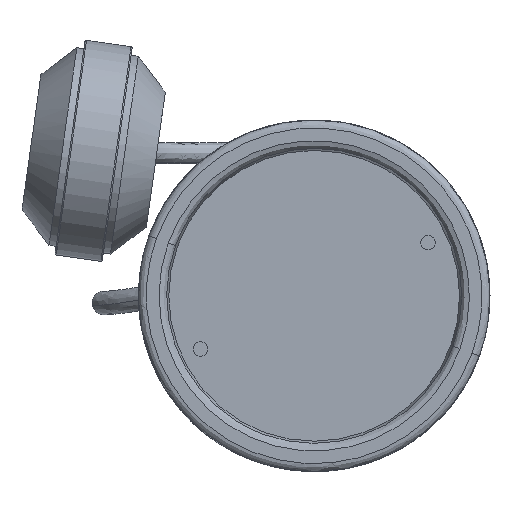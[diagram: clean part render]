
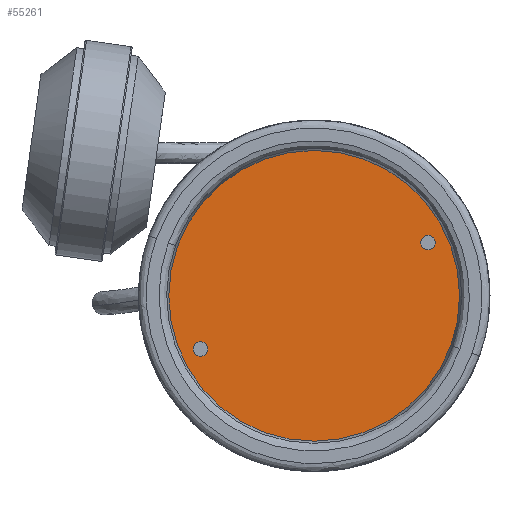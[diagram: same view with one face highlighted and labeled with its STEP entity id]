
A CAD part, front view. The second image highlights one B-rep face of the part: STEP entity #55261.
In plain terms, the highlighted planar face has unit normal (0, -1, 0).
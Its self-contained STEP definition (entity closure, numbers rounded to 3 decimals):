
#1059 = AXIS2_PLACEMENT_3D ( 'NONE', #61351, #50767, #28563 ) ;
#2055 = DIRECTION ( 'NONE',  ( 0., 1., 0. ) ) ;
#2109 = CIRCLE ( 'NONE', #43760, 2.75 ) ;
#4580 = DIRECTION ( 'NONE',  ( 0., -1., 0. ) ) ;
#5954 = FACE_BOUND ( 'NONE', #43970, .T. ) ;
#6098 = EDGE_CURVE ( 'NONE', #60527, #42264, #64744, .T. ) ;
#7686 = DIRECTION ( 'NONE',  ( 1., 0., 0. ) ) ;
#8534 = CARTESIAN_POINT ( 'NONE',  ( -36.338, 5.2, -33.588 ) ) ;
#10537 = CARTESIAN_POINT ( 'NONE',  ( -30.838, 5.2, -33.588 ) ) ;
#11487 = CARTESIAN_POINT ( 'NONE',  ( 33.588, 5.2, 33.588 ) ) ;
#11562 = CARTESIAN_POINT ( 'NONE',  ( -110., 5.2, -110. ) ) ;
#11990 = EDGE_CURVE ( 'NONE', #63773, #27442, #29954, .T. ) ;
#13293 = VERTEX_POINT ( 'NONE', #61895 ) ;
#16663 = DIRECTION ( 'NONE',  ( 0., -1., 0. ) ) ;
#17291 = EDGE_LOOP ( 'NONE', ( #32558, #50700 ) ) ;
#17549 = AXIS2_PLACEMENT_3D ( 'NONE', #33921, #16663, #22646 ) ;
#18287 = ORIENTED_EDGE ( 'NONE', *, *, #63672, .T. ) ;
#20484 = CARTESIAN_POINT ( 'NONE',  ( 36.338, 5.2, 33.588 ) ) ;
#21556 = AXIS2_PLACEMENT_3D ( 'NONE', #11562, #2055, #65157 ) ;
#21810 = DIRECTION ( 'NONE',  ( 0., 0., -1. ) ) ;
#22495 = PLANE ( 'NONE',  #21556 ) ;
#22646 = DIRECTION ( 'NONE',  ( 1., 0., 0. ) ) ;
#23057 = AXIS2_PLACEMENT_3D ( 'NONE', #60587, #48648, #27470 ) ;
#26331 = ORIENTED_EDGE ( 'NONE', *, *, #44093, .F. ) ;
#27442 = VERTEX_POINT ( 'NONE', #8534 ) ;
#27470 = DIRECTION ( 'NONE',  ( 0., 0., -1. ) ) ;
#28563 = DIRECTION ( 'NONE',  ( 1., 0., 0. ) ) ;
#29954 = CIRCLE ( 'NONE', #17549, 2.75 ) ;
#31617 = EDGE_LOOP ( 'NONE', ( #18287, #62827 ) ) ;
#32295 = ORIENTED_EDGE ( 'NONE', *, *, #11990, .F. ) ;
#32309 = DIRECTION ( 'NONE',  ( 1., 0., 0. ) ) ;
#32558 = ORIENTED_EDGE ( 'NONE', *, *, #6098, .F. ) ;
#33921 = CARTESIAN_POINT ( 'NONE',  ( -33.588, 5.2, -33.588 ) ) ;
#34356 = AXIS2_PLACEMENT_3D ( 'NONE', #11487, #59782, #32309 ) ;
#34826 = EDGE_CURVE ( 'NONE', #13293, #61632, #53475, .T. ) ;
#35483 = AXIS2_PLACEMENT_3D ( 'NONE', #42629, #4580, #21810 ) ;
#38369 = FACE_BOUND ( 'NONE', #17291, .T. ) ;
#39403 = CARTESIAN_POINT ( 'NONE',  ( 33.588, 5.2, 33.588 ) ) ;
#39918 = CARTESIAN_POINT ( 'NONE',  ( 30.838, 5.2, 33.588 ) ) ;
#41122 = CIRCLE ( 'NONE', #35483, 55. ) ;
#42264 = VERTEX_POINT ( 'NONE', #39918 ) ;
#42629 = CARTESIAN_POINT ( 'NONE',  ( 0., 5.2, 0. ) ) ;
#42777 = EDGE_CURVE ( 'NONE', #42264, #60527, #2109, .T. ) ;
#43760 = AXIS2_PLACEMENT_3D ( 'NONE', #39403, #60905, #7686 ) ;
#43970 = EDGE_LOOP ( 'NONE', ( #32295, #26331 ) ) ;
#44093 = EDGE_CURVE ( 'NONE', #27442, #63773, #59561, .T. ) ;
#44335 = FACE_OUTER_BOUND ( 'NONE', #31617, .T. ) ;
#45097 = CARTESIAN_POINT ( 'NONE',  ( 0., 5.2, -55. ) ) ;
#48648 = DIRECTION ( 'NONE',  ( 0., -1., 0. ) ) ;
#50700 = ORIENTED_EDGE ( 'NONE', *, *, #42777, .F. ) ;
#50767 = DIRECTION ( 'NONE',  ( 0., -1., 0. ) ) ;
#53475 = CIRCLE ( 'NONE', #23057, 55. ) ;
#55261 = ADVANCED_FACE ( 'NONE', ( #38369, #5954, #44335 ), #22495, .F. ) ;
#59561 = CIRCLE ( 'NONE', #1059, 2.75 ) ;
#59782 = DIRECTION ( 'NONE',  ( 0., -1., 0. ) ) ;
#60527 = VERTEX_POINT ( 'NONE', #20484 ) ;
#60587 = CARTESIAN_POINT ( 'NONE',  ( 0., 5.2, 0. ) ) ;
#60905 = DIRECTION ( 'NONE',  ( 0., -1., 0. ) ) ;
#61351 = CARTESIAN_POINT ( 'NONE',  ( -33.588, 5.2, -33.588 ) ) ;
#61632 = VERTEX_POINT ( 'NONE', #45097 ) ;
#61895 = CARTESIAN_POINT ( 'NONE',  ( 0., 5.2, 55. ) ) ;
#62827 = ORIENTED_EDGE ( 'NONE', *, *, #34826, .T. ) ;
#63672 = EDGE_CURVE ( 'NONE', #61632, #13293, #41122, .T. ) ;
#63773 = VERTEX_POINT ( 'NONE', #10537 ) ;
#64744 = CIRCLE ( 'NONE', #34356, 2.75 ) ;
#65157 = DIRECTION ( 'NONE',  ( 0., 0., 1. ) ) ;
